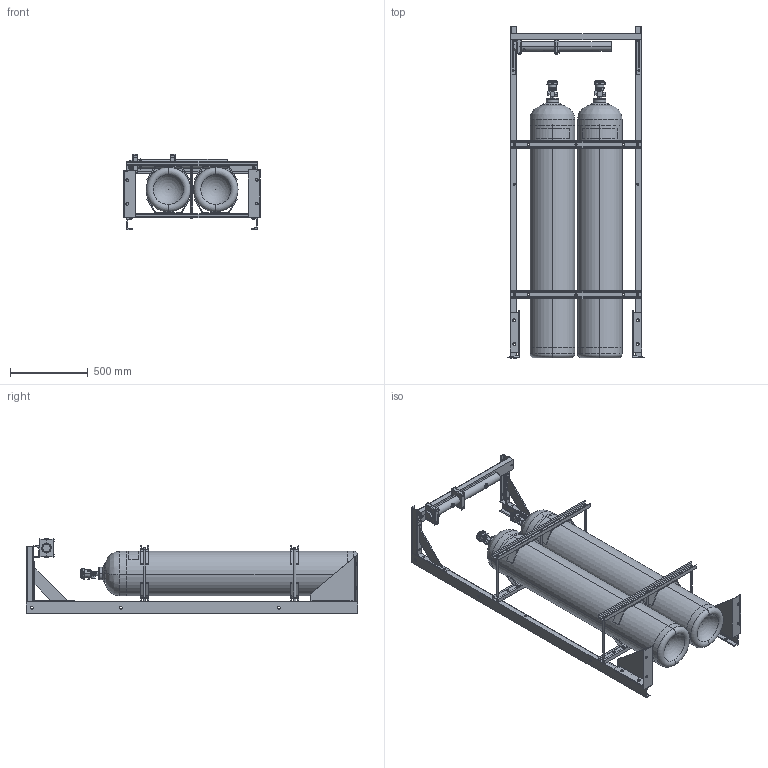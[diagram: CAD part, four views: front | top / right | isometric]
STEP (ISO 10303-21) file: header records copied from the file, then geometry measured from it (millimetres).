
FILE_DESCRIPTION (( 'STEP AP214' ), '1' );
FILE_NAME ('Cylinder Storage Rack, 80L, Structural, Red Painted (2 pack 2x1) Two Cylinder.STEP', '2020-04-30T15:00:22', ( '' ), ( '' ), 'SwSTEP 2.0', 'SolidWorks 2019', '' );
FILE_SCHEMA (( 'AUTOMOTIVE_DESIGN' ));
Length unit declared in the file: inch
Products named in the file (27): Support 3.stp; V-000-950-101.stp; P-000-950-110(-05).stp; 5342^V-000-950-101.stp; PLUG_HEX HD_1.500 NPT M_CL 3000_ALY STL_GALV.stp; 470B0019_PLATE.stp; Support 1.stp; 470B0019_HEX NUT.stp; Cylinder Storage Rack, 80L, Structural, Red Painted (2 pack 2x1) Two Cylinder.stp; P-000-950-111 (-05).stp; P-000-950-091.stp; V_MULLER_470B0019.stp; PLUG_HEX HD_0.250 NPT M_CL 3000_ALY STL_GALV.stp; Assembly1.stp; 11BC615P_CYLINDER.stp; P-000-950-095.stp; 470B0019_HOUSING.stp; Cylinder Storage Rack, 80L, Structural, Red Painted (2 pack 2x1) Two Cylinder; P-000-950-081.stp; 14 inch Rod.stp; Support 2.stp; P-000-950-083.stp; Manifold.stp; 470B0019_HANDLE.stp; CLAMP_MCMASTER-CARR_3015T315.stp
Assembly tree (47 placements, depth 5):
  Cylinder Storage Rack, 80L, Structural, Red Painted (2 pack 2x1) Two Cylinder
    Cylinder Storage Rack, 80L, Structural, Red Painted (2 pack 2x1) Two Cylinder.stp
      V-000-950-101.stp
        V_MULLER_470B0019.stp
          11BC615P_CYLINDER.stp
          470B0019_PLATE.stp
          470B0019_HANDLE.stp
          470B0019_HEX NUT.stp
          470B0019_HOUSING.stp
        11BC615P_CYLINDER.stp
        5342^V-000-950-101.stp
      V-000-950-101.stp
        V_MULLER_470B0019.stp
          11BC615P_CYLINDER.stp
          470B0019_PLATE.stp
          470B0019_HANDLE.stp
          470B0019_HEX NUT.stp
          470B0019_HOUSING.stp
        11BC615P_CYLINDER.stp
        5342^V-000-950-101.stp
      Manifold.stp
        CLAMP_MCMASTER-CARR_3015T315.stp  x2
        P-000-950-091.stp
      Assembly1.stp
        P-000-950-111 (-05).stp
          P-000-950-110(-05).stp
          PLUG_HEX HD_1.500 NPT M_CL 3000_ALY STL_GALV.stp
          PLUG_HEX HD_0.250 NPT M_CL 3000_ALY STL_GALV.stp  x2
      P-000-950-081.stp  x2
      P-000-950-095.stp  x4
      P-000-950-083.stp  x2
      Support 1.stp  x2
      Support 3.stp
      Support 2.stp
      14 inch Rod.stp  x6
Bounding box: 877.84 x 2133.6 x 483.83 mm (x, y, z)
Volume: 64640630.7 mm3; surface area: 15372256.8 mm2
Topology: 67 solids, 67 shells, 1687 faces, 4154 edges, 2642 vertices
Faces by surface type: plane 631, cylinder 500, cone 248, bspline 178, torus 114, sphere 16
Entity records: 36869 total; most frequent: CARTESIAN_POINT 16814, ORIENTED_EDGE 3982, DIRECTION 3814, EDGE_CURVE 1991, AXIS2_PLACEMENT_3D 1482, VERTEX_POINT 1272, EDGE_LOOP 949, VECTOR 850
